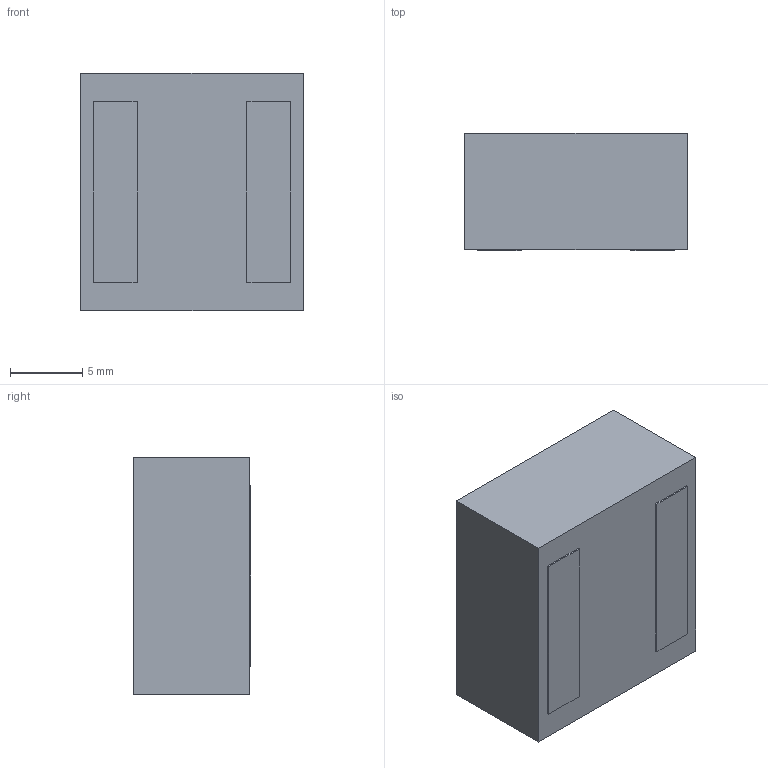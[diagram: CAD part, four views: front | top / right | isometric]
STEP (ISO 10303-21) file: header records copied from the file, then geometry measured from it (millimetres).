
FILE_DESCRIPTION (( 'STEP AP214' ), '1' );
FILE_NAME ('Coilcraft-XAL1580-202.STEP', '2016-12-10T12:19:48', ( 'Windows User' ), ( '' ), 'SwSTEP 2.0', 'SolidWorks 2016', '' );
FILE_SCHEMA (( 'AUTOMOTIVE_DESIGN' ));
Length unit declared in the file: millimetre
Products named in the file (1): Coilcraft-XAL1580-202
Bounding box: 15.4 x 8.13 x 16.4 mm (x, y, z)
Volume: 2035.5 mm3; surface area: 1022.1 mm2
Topology: 1 solids, 1 shells, 75 faces, 165 edges, 100 vertices
Faces by surface type: bspline 39, plane 36
Entity records: 3896 total; most frequent: CARTESIAN_POINT 2310, ORIENTED_EDGE 330, EDGE_CURVE 165, DIRECTION 161, VERTEX_POINT 100, VECTOR 87, LINE 87, EDGE_LOOP 83
